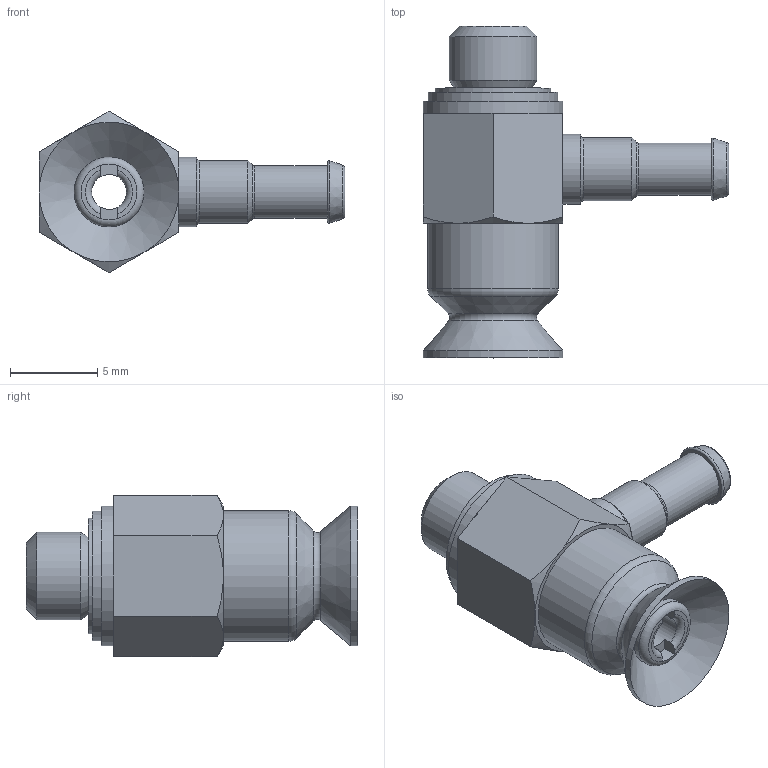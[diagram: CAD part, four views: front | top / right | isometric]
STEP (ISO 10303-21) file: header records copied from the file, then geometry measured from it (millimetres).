
FILE_DESCRIPTION(/* description */ ('STEP AP214'),/* implementation_level */ '2;1');
FILE_NAME(/* name */ '8025969_VAS-8-M5-S-PUR-B',/* time_stamp */ '2024-09-11T08:17:43+02:00',/* author */ ('License CC BY-ND 4.0'),/* organization */ ('CADENAS'),/* preprocessor_version */ 'ST-DEVELOPER v19.3',/* originating_system */ 'PARTsolutions',/* authorisation */ ' ');
FILE_SCHEMA (('AUTOMOTIVE_DESIGN {1 0 10303 214 3 1 1}'));
Length unit declared in the file: millimetre
Products named in the file (1): 8025969 VAS-8-M5-S-PUR-B
Bounding box: 17.5 x 19 x 9.24 mm (x, y, z)
Volume: 712.4 mm3; surface area: 887.7 mm2
Topology: 1 solids, 1 shells, 67 faces, 152 edges, 89 vertices
Faces by surface type: plane 28, cylinder 16, cone 14, torus 9
Full cylindrical faces by diameter (mm): 2 x3, 3 x1, 3.5 x1, 3.6 x1, 4 x2, 5 x1, 6.6 x1, 7.4 x1, 7.5 x1, 8 x2
Entity records: 2141 total; most frequent: CARTESIAN_POINT 327, DIRECTION 288, ORIENTED_EDGE 222, AXIS2_PLACEMENT_3D 127, EDGE_CURVE 111, FACE_BOUND 105, EDGE_LOOP 104, VERTEX_POINT 80
